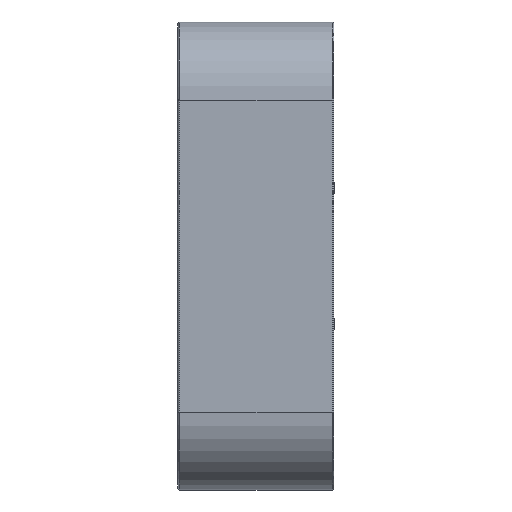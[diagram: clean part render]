
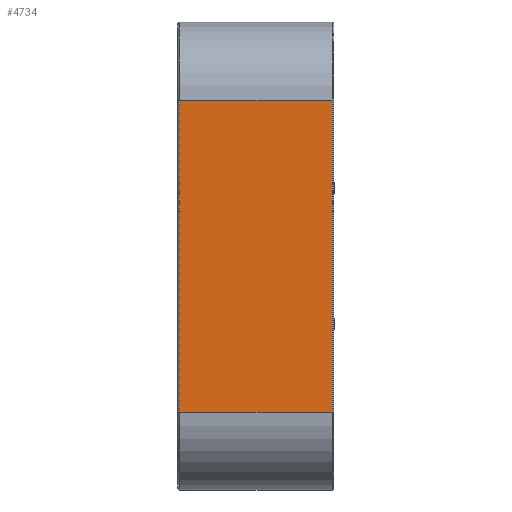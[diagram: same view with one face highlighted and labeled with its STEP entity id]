
A CAD part, left-side view. The second image highlights one B-rep face of the part: STEP entity #4734.
In plain terms, the highlighted planar face has unit normal (-1, 0, 0).
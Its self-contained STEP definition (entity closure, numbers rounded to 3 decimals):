
#27=PLANE('',#5030);
#125=FACE_OUTER_BOUND('',#386,.T.);
#386=EDGE_LOOP('',(#3079,#3080,#3081,#3082));
#1025=LINE('',#7316,#1410);
#1030=LINE('',#7337,#1415);
#1032=LINE('',#7343,#1417);
#1033=LINE('',#7344,#1418);
#1410=VECTOR('',#5668,10.);
#1415=VECTOR('',#5695,10.);
#1417=VECTOR('',#5701,10.);
#1418=VECTOR('',#5702,10.);
#1798=VERTEX_POINT('',#7306);
#1800=VERTEX_POINT('',#7312);
#1806=VERTEX_POINT('',#7336);
#1808=VERTEX_POINT('',#7342);
#2301=EDGE_CURVE('',#1798,#1800,#1025,.T.);
#2312=EDGE_CURVE('',#1800,#1806,#1030,.T.);
#2315=EDGE_CURVE('',#1798,#1808,#1032,.T.);
#2316=EDGE_CURVE('',#1806,#1808,#1033,.T.);
#3079=ORIENTED_EDGE('',*,*,#2301,.F.);
#3080=ORIENTED_EDGE('',*,*,#2315,.T.);
#3081=ORIENTED_EDGE('',*,*,#2316,.F.);
#3082=ORIENTED_EDGE('',*,*,#2312,.F.);
#4734=ADVANCED_FACE('',(#125),#27,.T.);
#5030=AXIS2_PLACEMENT_3D('',#7341,#5699,#5700);
#5668=DIRECTION('',(0.,0.,-1.));
#5695=DIRECTION('',(0.,1.,0.));
#5699=DIRECTION('center_axis',(-1.,0.,0.));
#5700=DIRECTION('ref_axis',(0.,0.,
1.));
#5701=DIRECTION('',(0.,1.,0.));
#5702=DIRECTION('',(0.,0.,1.));
#7306=CARTESIAN_POINT('',(-5.,-4.9,10.));
#7312=CARTESIAN_POINT('',(-5.,-4.9,-10.));
#7316=CARTESIAN_POINT('',(-5.,-4.9,-10.035));
#7336=CARTESIAN_POINT('',(-5.,4.9,-10.));
#7337=CARTESIAN_POINT('',(-5.,0.,-10.));
#7341=CARTESIAN_POINT('Origin',(-5.,0.,-10.));
#7342=CARTESIAN_POINT('',(-5.,4.9,10.));
#7343=CARTESIAN_POINT('',(-5.,0.,10.));
#7344=CARTESIAN_POINT('',(-5.,4.9,-10.035));
